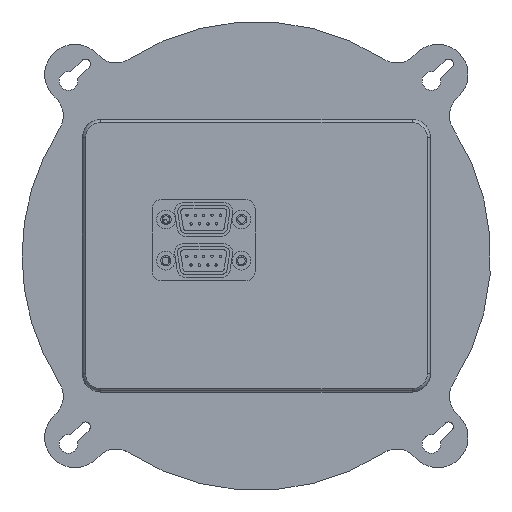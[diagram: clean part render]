
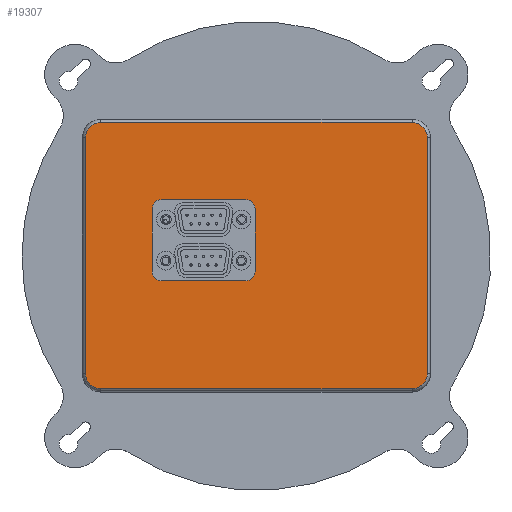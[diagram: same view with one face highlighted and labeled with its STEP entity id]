
A CAD part, top view. The second image highlights one B-rep face of the part: STEP entity #19307.
In plain terms, the highlighted planar face has unit normal (0, 0, 1).
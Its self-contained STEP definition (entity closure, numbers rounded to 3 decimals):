
#166 = CARTESIAN_POINT ( 'NONE',  ( -3.973, -5.306, 176. ) ) ;
#281 = CARTESIAN_POINT ( 'NONE',  ( -60.029, -39., 176. ) ) ;
#591 = AXIS2_PLACEMENT_3D ( 'NONE', #32387, #26418, #31588 ) ;
#1067 = VERTEX_POINT ( 'NONE', #11439 ) ;
#1276 = DIRECTION ( 'NONE',  ( 1., 0., 0. ) ) ;
#1804 = EDGE_CURVE ( 'NONE', #26274, #25502, #13123, .T. ) ;
#1830 = CARTESIAN_POINT ( 'NONE',  ( -6.973, 18.524, 176. ) ) ;
#1847 = ORIENTED_EDGE ( 'NONE', *, *, #5651, .F. ) ;
#1857 = DIRECTION ( 'NONE',  ( 0., 0., -1. ) ) ;
#2015 = CARTESIAN_POINT ( 'NONE',  ( 47.971, 39., 176. ) ) ;
#2040 = DIRECTION ( 'NONE',  ( -1., 0., 0. ) ) ;
#2930 = ORIENTED_EDGE ( 'NONE', *, *, #29044, .T. ) ;
#2938 = VERTEX_POINT ( 'NONE', #32294 ) ;
#3150 = VECTOR ( 'NONE', #15591, 1000. ) ;
#3381 = LINE ( 'NONE', #13455, #30559 ) ;
#3533 = VERTEX_POINT ( 'NONE', #30844 ) ;
#4186 = CARTESIAN_POINT ( 'NONE',  ( -37.973, -8.306, 176. ) ) ;
#4441 = VERTEX_POINT ( 'NONE', #13044 ) ;
#4614 = CARTESIAN_POINT ( 'NONE',  ( -55.029, 44., 176. ) ) ;
#4913 = DIRECTION ( 'NONE',  ( 1., 0., 0. ) ) ;
#4923 = ORIENTED_EDGE ( 'NONE', *, *, #5495, .T. ) ;
#5125 = FACE_OUTER_BOUND ( 'NONE', #5275, .T. ) ;
#5275 = EDGE_LOOP ( 'NONE', ( #4923, #7741, #32736, #2930, #27852, #6009, #19163, #10423 ) ) ;
#5495 = EDGE_CURVE ( 'NONE', #23568, #10478, #23644, .T. ) ;
#5651 = EDGE_CURVE ( 'NONE', #27973, #3533, #32903, .T. ) ;
#5768 = DIRECTION ( 'NONE',  ( 0., 0., -1. ) ) ;
#6001 = AXIS2_PLACEMENT_3D ( 'NONE', #7232, #1857, #10106 ) ;
#6009 = ORIENTED_EDGE ( 'NONE', *, *, #18433, .T. ) ;
#6556 = DIRECTION ( 'NONE',  ( 0., 1., 0. ) ) ;
#6881 = LINE ( 'NONE', #33857, #15947 ) ;
#7178 = CARTESIAN_POINT ( 'NONE',  ( -37.973, -5.306, 176. ) ) ;
#7232 = CARTESIAN_POINT ( 'NONE',  ( -55.029, -39., 176. ) ) ;
#7322 = DIRECTION ( 'NONE',  ( -1., 0., 0. ) ) ;
#7741 = ORIENTED_EDGE ( 'NONE', *, *, #23467, .T. ) ;
#8317 = CARTESIAN_POINT ( 'NONE',  ( -55.029, -39., 176. ) ) ;
#8641 = VECTOR ( 'NONE', #7322, 1000. ) ;
#8652 = CIRCLE ( 'NONE', #10911, 3. ) ;
#8841 = CARTESIAN_POINT ( 'NONE',  ( -55.029, -44., 176. ) ) ;
#9191 = VERTEX_POINT ( 'NONE', #14488 ) ;
#9691 = AXIS2_PLACEMENT_3D ( 'NONE', #32136, #18808, #21562 ) ;
#9954 = CARTESIAN_POINT ( 'NONE',  ( -34.973, -8.306, 176. ) ) ;
#9996 = CIRCLE ( 'NONE', #28951, 5. ) ;
#10106 = DIRECTION ( 'NONE',  ( -1., 0., 0. ) ) ;
#10237 = VECTOR ( 'NONE', #4913, 1000. ) ;
#10423 = ORIENTED_EDGE ( 'NONE', *, *, #16623, .T. ) ;
#10478 = VERTEX_POINT ( 'NONE', #8841 ) ;
#10587 = DIRECTION ( 'NONE',  ( -1., 0., 0. ) ) ;
#10911 = AXIS2_PLACEMENT_3D ( 'NONE', #21180, #5768, #32752 ) ;
#11416 = CARTESIAN_POINT ( 'NONE',  ( 47.971, -44., 176. ) ) ;
#11439 = CARTESIAN_POINT ( 'NONE',  ( -37.973, 15.524, 176. ) ) ;
#11599 = CARTESIAN_POINT ( 'NONE',  ( 52.971, 39., 176. ) ) ;
#12074 = ORIENTED_EDGE ( 'NONE', *, *, #33169, .T. ) ;
#12125 = VERTEX_POINT ( 'NONE', #11599 ) ;
#12247 = ORIENTED_EDGE ( 'NONE', *, *, #34101, .F. ) ;
#12683 = LINE ( 'NONE', #31167, #3150 ) ;
#13044 = CARTESIAN_POINT ( 'NONE',  ( 47.971, 44., 176. ) ) ;
#13123 = CIRCLE ( 'NONE', #13387, 5. ) ;
#13278 = VERTEX_POINT ( 'NONE', #1830 ) ;
#13387 = AXIS2_PLACEMENT_3D ( 'NONE', #20077, #17190, #1276 ) ;
#13455 = CARTESIAN_POINT ( 'NONE',  ( -60.029, -39., 176. ) ) ;
#14442 = CARTESIAN_POINT ( 'NONE',  ( -6.973, -5.306, 176. ) ) ;
#14488 = CARTESIAN_POINT ( 'NONE',  ( -60.029, 39., 176. ) ) ;
#14639 = EDGE_CURVE ( 'NONE', #12125, #4441, #9996, .T. ) ;
#14993 = VERTEX_POINT ( 'NONE', #28975 ) ;
#15036 = FACE_BOUND ( 'NONE', #26897, .T. ) ;
#15427 = EDGE_CURVE ( 'NONE', #2938, #9191, #18922, .T. ) ;
#15551 = CARTESIAN_POINT ( 'NONE',  ( -55.029, -44., 176. ) ) ;
#15591 = DIRECTION ( 'NONE',  ( 0., 1., 0. ) ) ;
#15629 = LINE ( 'NONE', #4614, #8641 ) ;
#15734 = AXIS2_PLACEMENT_3D ( 'NONE', #8317, #29331, #27019 ) ;
#15947 = VECTOR ( 'NONE', #26284, 1000. ) ;
#16623 = EDGE_CURVE ( 'NONE', #9191, #23568, #3381, .T. ) ;
#16940 = VERTEX_POINT ( 'NONE', #28014 ) ;
#17190 = DIRECTION ( 'NONE',  ( 0., 0., 1. ) ) ;
#17309 = EDGE_CURVE ( 'NONE', #26149, #3533, #26409, .T. ) ;
#17732 = CARTESIAN_POINT ( 'NONE',  ( -55.029, 39., 176. ) ) ;
#18118 = CARTESIAN_POINT ( 'NONE',  ( -37.973, 18.524, 176. ) ) ;
#18433 = EDGE_CURVE ( 'NONE', #4441, #2938, #15629, .T. ) ;
#18446 = ORIENTED_EDGE ( 'NONE', *, *, #27012, .F. ) ;
#18808 = DIRECTION ( 'NONE',  ( 0., 0., -1. ) ) ;
#18885 = AXIS2_PLACEMENT_3D ( 'NONE', #14442, #27526, #19697 ) ;
#18922 = CIRCLE ( 'NONE', #21454, 5. ) ;
#19163 = ORIENTED_EDGE ( 'NONE', *, *, #15427, .T. ) ;
#19307 = ADVANCED_FACE ( 'NONE', ( #15036, #5125 ), #19987, .F. ) ;
#19382 = ORIENTED_EDGE ( 'NONE', *, *, #17309, .T. ) ;
#19697 = DIRECTION ( 'NONE',  ( -1., 0., 0. ) ) ;
#19987 = PLANE ( 'NONE',  #6001 ) ;
#20077 = CARTESIAN_POINT ( 'NONE',  ( 47.971, -39., 176. ) ) ;
#20366 = CIRCLE ( 'NONE', #591, 3. ) ;
#20472 = DIRECTION ( 'NONE',  ( 0., 0., 1. ) ) ;
#20498 = LINE ( 'NONE', #15551, #10237 ) ;
#21180 = CARTESIAN_POINT ( 'NONE',  ( -34.973, 15.524, 176. ) ) ;
#21339 = DIRECTION ( 'NONE',  ( 0., -1., 0. ) ) ;
#21454 = AXIS2_PLACEMENT_3D ( 'NONE', #17732, #25357, #2040 ) ;
#21562 = DIRECTION ( 'NONE',  ( -1., 0., 0. ) ) ;
#22271 = CARTESIAN_POINT ( 'NONE',  ( 52.971, -39., 176. ) ) ;
#22738 = ORIENTED_EDGE ( 'NONE', *, *, #26647, .T. ) ;
#22898 = DIRECTION ( 'NONE',  ( -1., 0., 0. ) ) ;
#23467 = EDGE_CURVE ( 'NONE', #10478, #26274, #20498, .T. ) ;
#23568 = VERTEX_POINT ( 'NONE', #281 ) ;
#23644 = CIRCLE ( 'NONE', #15734, 5. ) ;
#25010 = ORIENTED_EDGE ( 'NONE', *, *, #31418, .T. ) ;
#25174 = VECTOR ( 'NONE', #6556, 1000. ) ;
#25357 = DIRECTION ( 'NONE',  ( 0., 0., 1. ) ) ;
#25389 = DIRECTION ( 'NONE',  ( 1., 0., 0. ) ) ;
#25498 = VECTOR ( 'NONE', #25389, 1000. ) ;
#25502 = VERTEX_POINT ( 'NONE', #27067 ) ;
#25919 = VECTOR ( 'NONE', #10587, 1000. ) ;
#26149 = VERTEX_POINT ( 'NONE', #166 ) ;
#26274 = VERTEX_POINT ( 'NONE', #11416 ) ;
#26284 = DIRECTION ( 'NONE',  ( 0., -1., 0. ) ) ;
#26409 = CIRCLE ( 'NONE', #18885, 3. ) ;
#26418 = DIRECTION ( 'NONE',  ( 0., 0., -1. ) ) ;
#26632 = ORIENTED_EDGE ( 'NONE', *, *, #32916, .F. ) ;
#26647 = EDGE_CURVE ( 'NONE', #13278, #14993, #31672, .T. ) ;
#26763 = LINE ( 'NONE', #18118, #25919 ) ;
#26819 = LINE ( 'NONE', #22271, #25174 ) ;
#26897 = EDGE_LOOP ( 'NONE', ( #1847, #25010, #12247, #12074, #26632, #22738, #18446, #19382 ) ) ;
#27012 = EDGE_CURVE ( 'NONE', #26149, #14993, #12683, .T. ) ;
#27019 = DIRECTION ( 'NONE',  ( -1., 0., 0. ) ) ;
#27067 = CARTESIAN_POINT ( 'NONE',  ( 52.971, -39., 176. ) ) ;
#27526 = DIRECTION ( 'NONE',  ( 0., 0., -1. ) ) ;
#27852 = ORIENTED_EDGE ( 'NONE', *, *, #14639, .T. ) ;
#27973 = VERTEX_POINT ( 'NONE', #9954 ) ;
#28014 = CARTESIAN_POINT ( 'NONE',  ( -34.973, 18.524, 176. ) ) ;
#28951 = AXIS2_PLACEMENT_3D ( 'NONE', #2015, #20472, #22898 ) ;
#28975 = CARTESIAN_POINT ( 'NONE',  ( -3.973, 15.524, 176. ) ) ;
#29044 = EDGE_CURVE ( 'NONE', #25502, #12125, #26819, .T. ) ;
#29331 = DIRECTION ( 'NONE',  ( 0., 0., 1. ) ) ;
#30559 = VECTOR ( 'NONE', #21339, 1000. ) ;
#30746 = VERTEX_POINT ( 'NONE', #7178 ) ;
#30844 = CARTESIAN_POINT ( 'NONE',  ( -6.973, -8.306, 176. ) ) ;
#31167 = CARTESIAN_POINT ( 'NONE',  ( -3.973, 18.524, 176. ) ) ;
#31418 = EDGE_CURVE ( 'NONE', #27973, #30746, #20366, .T. ) ;
#31588 = DIRECTION ( 'NONE',  ( -1., 0., 0. ) ) ;
#31672 = CIRCLE ( 'NONE', #9691, 3. ) ;
#32136 = CARTESIAN_POINT ( 'NONE',  ( -6.973, 15.524, 176. ) ) ;
#32294 = CARTESIAN_POINT ( 'NONE',  ( -55.029, 44., 176. ) ) ;
#32387 = CARTESIAN_POINT ( 'NONE',  ( -34.973, -5.306, 176. ) ) ;
#32736 = ORIENTED_EDGE ( 'NONE', *, *, #1804, .T. ) ;
#32752 = DIRECTION ( 'NONE',  ( -1., 0., 0. ) ) ;
#32903 = LINE ( 'NONE', #4186, #25498 ) ;
#32916 = EDGE_CURVE ( 'NONE', #13278, #16940, #26763, .T. ) ;
#33169 = EDGE_CURVE ( 'NONE', #1067, #16940, #8652, .T. ) ;
#33857 = CARTESIAN_POINT ( 'NONE',  ( -37.973, 18.524, 176. ) ) ;
#34101 = EDGE_CURVE ( 'NONE', #1067, #30746, #6881, .T. ) ;
